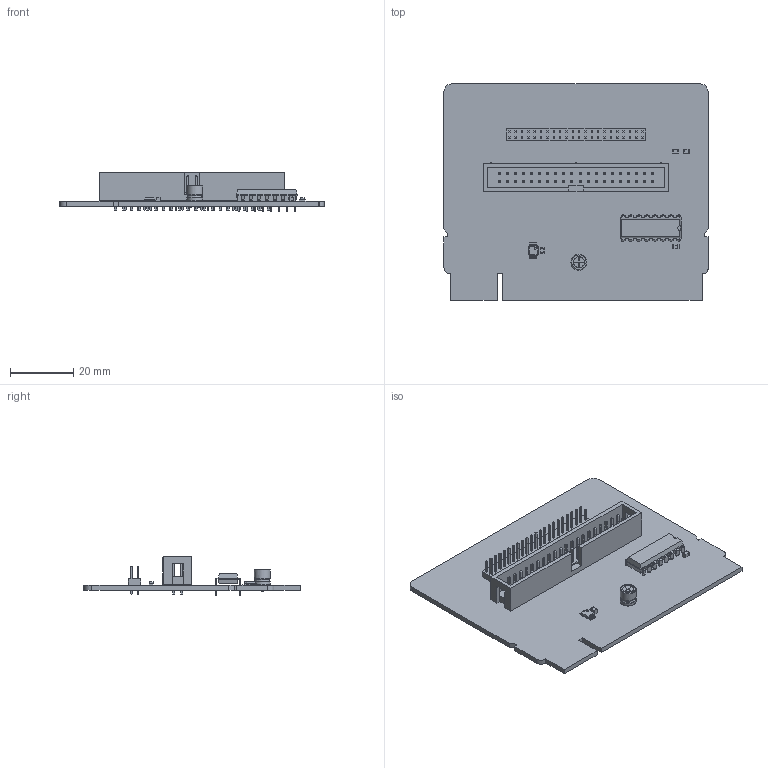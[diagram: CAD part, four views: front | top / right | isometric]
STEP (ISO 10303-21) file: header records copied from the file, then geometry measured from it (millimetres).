
FILE_DESCRIPTION(('KiCad electronic assembly'),'2;1');
FILE_NAME('IDE-Simple.step','2024-07-24T23:03:57',('Pcbnew'),('Kicad'), 'Open CASCADE STEP processor 7.6','KiCad to STEP converter','Unknown' );
FILE_SCHEMA(('AUTOMOTIVE_DESIGN { 1 0 10303 214 1 1 1 1 }'));
Length unit declared in the file: millimetre
Products named in the file (18): IDE-Simple 1; IDC-Header_2x20_P2.54mm_Vertical; IDC_Header_2x20_P254mm_Vertical; TSSOP-8_3x3mm_P0.65mm; TSSOP_8_3x3mm_P065mm; LED_0805_2012Metric; PinHeader_2x22_P2.00mm_Vertical; PinHeader_2x22_P200mm_Vertical; C_0805_2012Metric; CP_Radial_D5.0mm_P2.50mm; CP_Radial_D50mm_P250mm; DIP-16_W7.62mm; R_0805_2012Metric; IDE-Simple_PCB
Assembly tree (18 placements, depth 3):
  IDE-Simple 1
    IDC-Header_2x20_P2.54mm_Vertical
      IDC_Header_2x20_P254mm_Vertical
    TSSOP-8_3x3mm_P0.65mm
      TSSOP_8_3x3mm_P065mm
    LED_0805_2012Metric
      LED_0805_2012Metric
    PinHeader_2x22_P2.00mm_Vertical
      PinHeader_2x22_P200mm_Vertical
    C_0805_2012Metric  x2
      C_0805_2012Metric
    CP_Radial_D5.0mm_P2.50mm
      CP_Radial_D50mm_P250mm
    DIP-16_W7.62mm
      DIP-16_W7.62mm
    R_0805_2012Metric
      R_0805_2012Metric
    IDE-Simple_PCB
Bounding box: 83.31 x 68.2 x 12.4 mm (x, y, z)
Volume: 12169.1 mm3; surface area: 17879.7 mm2
Topology: 10 solids, 11 shells, 2439 faces, 5896 edges, 3657 vertices
Faces by surface type: plane 2130, cylinder 236, bspline 66, revolution 5, torus 2
Full cylindrical faces by diameter (mm): 0.5 x3, 0.8 x62, 1 x46
Entity records: 85755 total; most frequent: CARTESIAN_POINT 13086, ORIENTED_EDGE 11648, DIRECTION 10952, EDGE_CURVE 5824, LINE 5275, VECTOR 5275, VERTEX_POINT 3609, AXIS2_PLACEMENT_3D 2836
